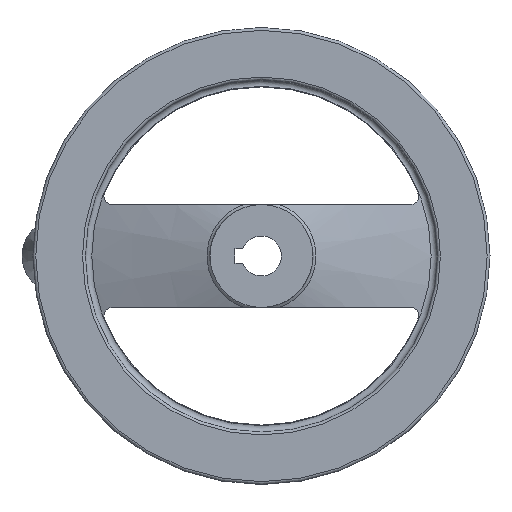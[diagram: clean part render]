
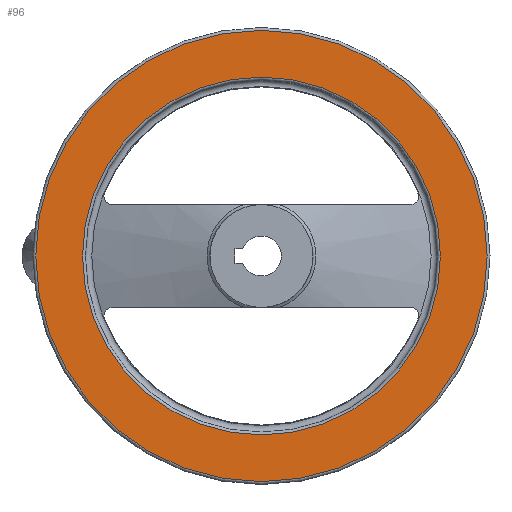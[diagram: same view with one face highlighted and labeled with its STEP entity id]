
A CAD part, left-side view. The second image highlights one B-rep face of the part: STEP entity #96.
In plain terms, the highlighted planar face has unit normal (-1, 0, 0).
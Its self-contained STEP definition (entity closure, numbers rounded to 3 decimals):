
#96 = ADVANCED_FACE( '', ( #214, #215 ), #216, .F. );
#214 = FACE_OUTER_BOUND( '', #350, .T. );
#215 = FACE_BOUND( '', #351, .T. );
#216 = PLANE( '', #352 );
#350 = EDGE_LOOP( '', ( #586 ) );
#351 = EDGE_LOOP( '', ( #587 ) );
#352 = AXIS2_PLACEMENT_3D( '', #588, #589, #590 );
#586 = ORIENTED_EDGE( '', *, *, #768, .F. );
#587 = ORIENTED_EDGE( '', *, *, #777, .T. );
#588 = CARTESIAN_POINT( '', ( 19., 62.64, 0. ) );
#589 = DIRECTION( '', ( 1., 0., 0. ) );
#590 = DIRECTION( '', ( 0., 0., -1. ) );
#768 = EDGE_CURVE( '', #901, #901, #902, .T. );
#777 = EDGE_CURVE( '', #915, #915, #916, .T. );
#901 = VERTEX_POINT( '', #1175 );
#902 = CIRCLE( '', #1176, 79. );
#915 = VERTEX_POINT( '', #1191 );
#916 = CIRCLE( '', #1192, 62.64 );
#1175 = CARTESIAN_POINT( '', ( 19., 0., -79. ) );
#1176 = AXIS2_PLACEMENT_3D( '', #1546, #1547, #1548 );
#1191 = CARTESIAN_POINT( '', ( 19., 0., -62.64 ) );
#1192 = AXIS2_PLACEMENT_3D( '', #1560, #1561, #1562 );
#1546 = CARTESIAN_POINT( '', ( 19., 0., 0. ) );
#1547 = DIRECTION( '', ( 1., 0., 0. ) );
#1548 = DIRECTION( '', ( 0., 0., -1. ) );
#1560 = CARTESIAN_POINT( '', ( 19., 0., 0. ) );
#1561 = DIRECTION( '', ( 1., 0., 0. ) );
#1562 = DIRECTION( '', ( 0., 0., -1. ) );
